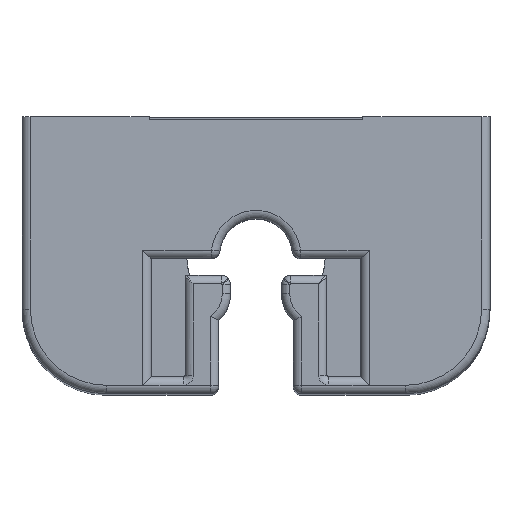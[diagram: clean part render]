
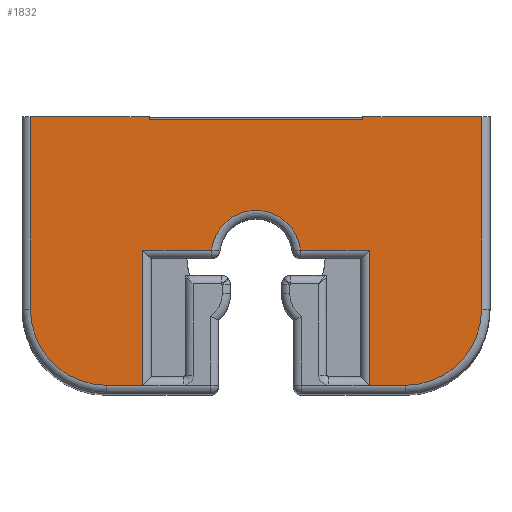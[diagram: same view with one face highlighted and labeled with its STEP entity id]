
A CAD part, top view. The second image highlights one B-rep face of the part: STEP entity #1832.
In plain terms, the highlighted planar face has unit normal (0, 0, 1).
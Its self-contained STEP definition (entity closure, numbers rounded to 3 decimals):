
#17 = LINE ( 'NONE', #1887, #743 ) ;
#73 = ORIENTED_EDGE ( 'NONE', *, *, #4730, .T. ) ;
#124 = VECTOR ( 'NONE', #2064, 1000. ) ;
#126 = DIRECTION ( 'NONE',  ( 1., 0., 0. ) ) ;
#140 = ORIENTED_EDGE ( 'NONE', *, *, #4915, .F. ) ;
#246 = AXIS2_PLACEMENT_3D ( 'NONE', #5625, #3308, #5158 ) ;
#270 = DIRECTION ( 'NONE',  ( -1., 0., 0. ) ) ;
#295 = LINE ( 'NONE', #2752, #2213 ) ;
#299 = PLANE ( 'NONE',  #1701 ) ;
#307 = CARTESIAN_POINT ( 'NONE',  ( 14.615, 8.04, 57.5 ) ) ;
#365 = ORIENTED_EDGE ( 'NONE', *, *, #1978, .T. ) ;
#400 = CARTESIAN_POINT ( 'NONE',  ( -12.076, 8.04, 57.5 ) ) ;
#439 = CARTESIAN_POINT ( 'NONE',  ( 14.615, 0., 57.5 ) ) ;
#478 = CARTESIAN_POINT ( 'NONE',  ( -7.576, -3.36, 57.5 ) ) ;
#626 = LINE ( 'NONE', #2035, #2484 ) ;
#716 = VERTEX_POINT ( 'NONE', #5128 ) ;
#743 = VECTOR ( 'NONE', #979, 1000. ) ;
#747 = LINE ( 'NONE', #2624, #3007 ) ;
#889 = AXIS2_PLACEMENT_3D ( 'NONE', #478, #2783, #4752 ) ;
#936 = VECTOR ( 'NONE', #2194, 1000. ) ;
#979 = DIRECTION ( 'NONE',  ( 1., 0., 0. ) ) ;
#1008 = CARTESIAN_POINT ( 'NONE',  ( 7.594, 8.04, 57.5 ) ) ;
#1028 = VERTEX_POINT ( 'NONE', #5089 ) ;
#1088 = ORIENTED_EDGE ( 'NONE', *, *, #3724, .T. ) ;
#1158 = DIRECTION ( 'NONE',  ( 1., 0., 0. ) ) ;
#1187 = ORIENTED_EDGE ( 'NONE', *, *, #2545, .T. ) ;
#1190 = LINE ( 'NONE', #4908, #6005 ) ;
#1270 = EDGE_CURVE ( 'NONE', #1028, #2335, #3489, .T. ) ;
#1328 = CARTESIAN_POINT ( 'NONE',  ( -5.056, 7.84, 57.5 ) ) ;
#1366 = VERTEX_POINT ( 'NONE', #4369 ) ;
#1413 = CARTESIAN_POINT ( 'NONE',  ( -12.076, -3.36, 57.5 ) ) ;
#1492 = EDGE_CURVE ( 'NONE', #5582, #4359, #1190, .T. ) ;
#1498 = DIRECTION ( 'NONE',  ( 1., 0., 0. ) ) ;
#1535 = CARTESIAN_POINT ( 'NONE',  ( 0., 8.04, 57.5 ) ) ;
#1544 = LINE ( 'NONE', #3410, #124 ) ;
#1578 = VERTEX_POINT ( 'NONE', #2359 ) ;
#1589 = VERTEX_POINT ( 'NONE', #6055 ) ;
#1701 = AXIS2_PLACEMENT_3D ( 'NONE', #4020, #3506, #1158 ) ;
#1787 = EDGE_CURVE ( 'NONE', #3931, #2407, #2690, .T. ) ;
#1794 = ORIENTED_EDGE ( 'NONE', *, *, #5483, .T. ) ;
#1832 = ADVANCED_FACE ( 'NONE', ( #4476 ), #299, .T. ) ;
#1887 = CARTESIAN_POINT ( 'NONE',  ( -0.872, 0.14, 57.5 ) ) ;
#1928 = CARTESIAN_POINT ( 'NONE',  ( 7.969, 0.14, 57.5 ) ) ;
#1978 = EDGE_CURVE ( 'NONE', #5582, #1028, #747, .T. ) ;
#2035 = CARTESIAN_POINT ( 'NONE',  ( -5.431, 0., 57.5 ) ) ;
#2051 = VERTEX_POINT ( 'NONE', #1413 ) ;
#2064 = DIRECTION ( 'NONE',  ( 0., -1., 0. ) ) ;
#2134 = CARTESIAN_POINT ( 'NONE',  ( 14.615, -3.36, 57.5 ) ) ;
#2194 = DIRECTION ( 'NONE',  ( 1., 0., 0. ) ) ;
#2197 = CARTESIAN_POINT ( 'NONE',  ( 0., 8.04, 57.5 ) ) ;
#2213 = VECTOR ( 'NONE', #5953, 1000. ) ;
#2268 = LINE ( 'NONE', #3602, #2567 ) ;
#2335 = VERTEX_POINT ( 'NONE', #400 ) ;
#2359 = CARTESIAN_POINT ( 'NONE',  ( -5.431, -7.86, 57.5 ) ) ;
#2402 = EDGE_CURVE ( 'NONE', #4359, #2407, #3814, .T. ) ;
#2407 = VERTEX_POINT ( 'NONE', #1008 ) ;
#2439 = VERTEX_POINT ( 'NONE', #1928 ) ;
#2476 = EDGE_CURVE ( 'NONE', #5513, #1589, #4741, .T. ) ;
#2484 = VECTOR ( 'NONE', #3464, 1000. ) ;
#2545 = EDGE_CURVE ( 'NONE', #2439, #4671, #295, .T. ) ;
#2562 = EDGE_CURVE ( 'NONE', #1589, #2439, #3649, .T. ) ;
#2567 = VECTOR ( 'NONE', #4154, 1000. ) ;
#2597 = EDGE_LOOP ( 'NONE', ( #3207, #365, #5525, #1794, #4786, #73, #4047, #3846, #5246, #3440, #1187, #4500, #140, #1088, #5131, #4928 ) ) ;
#2624 = CARTESIAN_POINT ( 'NONE',  ( -5.056, 7.84, 57.5 ) ) ;
#2635 = VERTEX_POINT ( 'NONE', #4085 ) ;
#2639 = DIRECTION ( 'NONE',  ( 1., 0., 0. ) ) ;
#2650 = CIRCLE ( 'NONE', #889, 4.5 ) ;
#2690 = LINE ( 'NONE', #2197, #2691 ) ;
#2691 = VECTOR ( 'NONE', #270, 1000. ) ;
#2738 = EDGE_CURVE ( 'NONE', #716, #2051, #2650, .T. ) ;
#2752 = CARTESIAN_POINT ( 'NONE',  ( 7.969, -7.36, 57.5 ) ) ;
#2772 = CIRCLE ( 'NONE', #4508, 4.5 ) ;
#2783 = DIRECTION ( 'NONE',  ( 0., 0., -1. ) ) ;
#2813 = VECTOR ( 'NONE', #126, 1000. ) ;
#2828 = DIRECTION ( 'NONE',  ( 0., 1., 0. ) ) ;
#3007 = VECTOR ( 'NONE', #5418, 1000. ) ;
#3207 = ORIENTED_EDGE ( 'NONE', *, *, #1492, .F. ) ;
#3308 = DIRECTION ( 'NONE',  ( 0., 0., -1. ) ) ;
#3410 = CARTESIAN_POINT ( 'NONE',  ( -12.076, -8.36, 57.5 ) ) ;
#3440 = ORIENTED_EDGE ( 'NONE', *, *, #2562, .T. ) ;
#3464 = DIRECTION ( 'NONE',  ( 0., 1., 0. ) ) ;
#3489 = LINE ( 'NONE', #1535, #6008 ) ;
#3506 = DIRECTION ( 'NONE',  ( 0., 0., 1. ) ) ;
#3592 = CARTESIAN_POINT ( 'NONE',  ( 0., 0.14, 57.5 ) ) ;
#3602 = CARTESIAN_POINT ( 'NONE',  ( -1.431, -7.86, 57.5 ) ) ;
#3649 = LINE ( 'NONE', #3592, #936 ) ;
#3724 = EDGE_CURVE ( 'NONE', #3781, #3931, #4618, .T. ) ;
#3781 = VERTEX_POINT ( 'NONE', #2134 ) ;
#3813 = CARTESIAN_POINT ( 'NONE',  ( 10.115, -3.36, 57.5 ) ) ;
#3814 = LINE ( 'NONE', #5592, #4116 ) ;
#3824 = CARTESIAN_POINT ( 'NONE',  ( 15.115, -7.86, 57.5 ) ) ;
#3846 = ORIENTED_EDGE ( 'NONE', *, *, #4035, .T. ) ;
#3931 = VERTEX_POINT ( 'NONE', #307 ) ;
#4020 = CARTESIAN_POINT ( 'NONE',  ( 0., 0., 57.5 ) ) ;
#4035 = EDGE_CURVE ( 'NONE', #1366, #5513, #17, .T. ) ;
#4047 = ORIENTED_EDGE ( 'NONE', *, *, #5360, .T. ) ;
#4085 = CARTESIAN_POINT ( 'NONE',  ( 10.115, -7.86, 57.5 ) ) ;
#4116 = VECTOR ( 'NONE', #2828, 1000. ) ;
#4154 = DIRECTION ( 'NONE',  ( 1., 0., 0. ) ) ;
#4168 = DIRECTION ( 'NONE',  ( 0., 1., 0. ) ) ;
#4283 = LINE ( 'NONE', #3824, #2813 ) ;
#4310 = CARTESIAN_POINT ( 'NONE',  ( 7.594, 7.84, 57.5 ) ) ;
#4350 = EDGE_CURVE ( 'NONE', #4671, #2635, #4283, .T. ) ;
#4359 = VERTEX_POINT ( 'NONE', #4310 ) ;
#4369 = CARTESIAN_POINT ( 'NONE',  ( -5.431, 0.14, 57.5 ) ) ;
#4404 = CARTESIAN_POINT ( 'NONE',  ( -1.363, 0.14, 57.5 ) ) ;
#4423 = DIRECTION ( 'NONE',  ( -1., 0., 0. ) ) ;
#4476 = FACE_OUTER_BOUND ( 'NONE', #2597, .T. ) ;
#4500 = ORIENTED_EDGE ( 'NONE', *, *, #4350, .T. ) ;
#4508 = AXIS2_PLACEMENT_3D ( 'NONE', #3813, #5682, #1498 ) ;
#4618 = LINE ( 'NONE', #439, #4641 ) ;
#4641 = VECTOR ( 'NONE', #4168, 1000. ) ;
#4671 = VERTEX_POINT ( 'NONE', #5464 ) ;
#4730 = EDGE_CURVE ( 'NONE', #716, #1578, #2268, .T. ) ;
#4741 = CIRCLE ( 'NONE', #246, 2.65 ) ;
#4752 = DIRECTION ( 'NONE',  ( 1., 0., 0. ) ) ;
#4786 = ORIENTED_EDGE ( 'NONE', *, *, #2738, .F. ) ;
#4908 = CARTESIAN_POINT ( 'NONE',  ( 0., 7.84, 57.5 ) ) ;
#4915 = EDGE_CURVE ( 'NONE', #3781, #2635, #2772, .T. ) ;
#4928 = ORIENTED_EDGE ( 'NONE', *, *, #2402, .F. ) ;
#5089 = CARTESIAN_POINT ( 'NONE',  ( -5.056, 8.04, 57.5 ) ) ;
#5128 = CARTESIAN_POINT ( 'NONE',  ( -7.576, -7.86, 57.5 ) ) ;
#5131 = ORIENTED_EDGE ( 'NONE', *, *, #1787, .T. ) ;
#5158 = DIRECTION ( 'NONE',  ( 1., 0., 0. ) ) ;
#5246 = ORIENTED_EDGE ( 'NONE', *, *, #2476, .T. ) ;
#5360 = EDGE_CURVE ( 'NONE', #1578, #1366, #626, .T. ) ;
#5418 = DIRECTION ( 'NONE',  ( 0., 1., 0. ) ) ;
#5464 = CARTESIAN_POINT ( 'NONE',  ( 7.969, -7.86, 57.5 ) ) ;
#5483 = EDGE_CURVE ( 'NONE', #2335, #2051, #1544, .T. ) ;
#5513 = VERTEX_POINT ( 'NONE', #4404 ) ;
#5525 = ORIENTED_EDGE ( 'NONE', *, *, #1270, .T. ) ;
#5582 = VERTEX_POINT ( 'NONE', #1328 ) ;
#5592 = CARTESIAN_POINT ( 'NONE',  ( 7.594, 7.84, 57.5 ) ) ;
#5625 = CARTESIAN_POINT ( 'NONE',  ( 1.269, -0.163, 57.5 ) ) ;
#5682 = DIRECTION ( 'NONE',  ( 0., 0., -1. ) ) ;
#5953 = DIRECTION ( 'NONE',  ( 0., -1., 0. ) ) ;
#6005 = VECTOR ( 'NONE', #2639, 1000. ) ;
#6008 = VECTOR ( 'NONE', #4423, 1000. ) ;
#6055 = CARTESIAN_POINT ( 'NONE',  ( 3.902, 0.14, 57.5 ) ) ;
